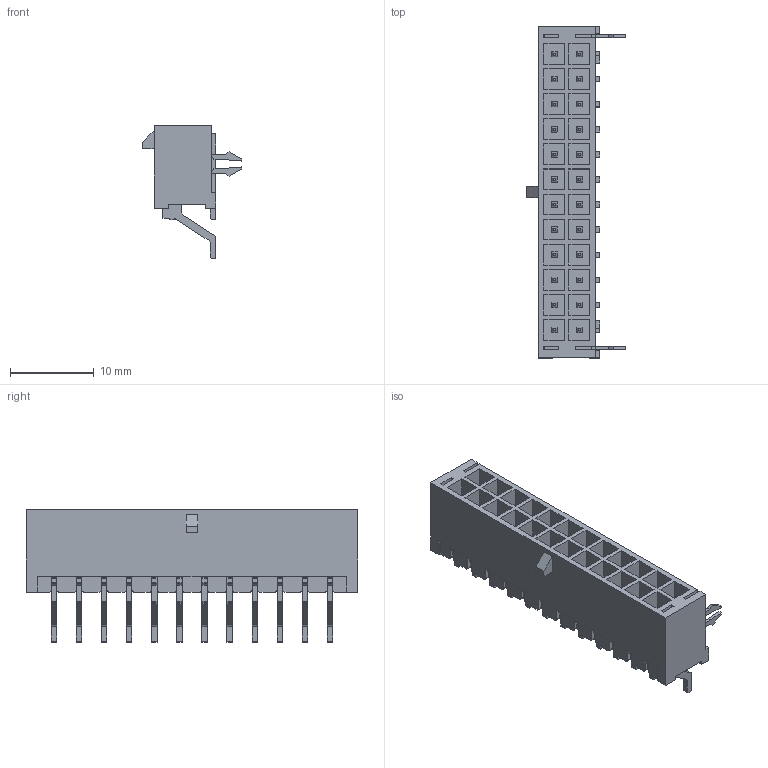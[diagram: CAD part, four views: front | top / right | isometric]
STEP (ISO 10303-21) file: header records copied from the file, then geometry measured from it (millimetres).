
FILE_DESCRIPTION(/* description */ ('Unknown'),/* implementation_level */ '2;1');
FILE_NAME(/* name */ '662024230822',/* time_stamp */ '2018-08-16T09:21:47+02:00',/* author */ ('Unknown'),/* organization */ ('Unknown'),/* preprocessor_version */ 'ST-DEVELOPER v16.7',/* originating_system */ 'DEX',/* authorisation */ $);
FILE_SCHEMA (('AUTOMOTIVE_DESIGN {1 0 10303 214 3 1 1}'));
Length unit declared in the file: millimetre
Products named in the file (5): 6620xx230822; 662024230822; 6620xx230822_PIN_COURTE; 6620xx230822_PIN_LONGUE
Assembly tree (27 placements, depth 2):
  6620xx230822
    662024230822
    6620xx230822_PIN_COURTE  x12
    6620xx230822_PIN_LONGUE  x12
    6620xx230822  x2
Bounding box: 11.86 x 39.7 x 15.9 mm (x, y, z)
Volume: 1690.2 mm3; surface area: 4662.5 mm2
Topology: 27 solids, 27 shells, 1157 faces, 3222 edges, 2116 vertices
Faces by surface type: plane 1023, cylinder 134
Entity records: 17777 total; most frequent: CARTESIAN_POINT 3155, ORIENTED_EDGE 3122, DIRECTION 2785, EDGE_CURVE 1561, LINE 1449, VECTOR 1449, VERTEX_POINT 1038, AXIS2_PLACEMENT_3D 668
